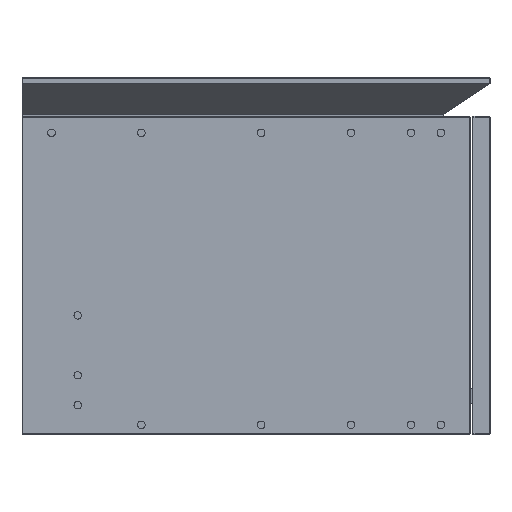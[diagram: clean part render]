
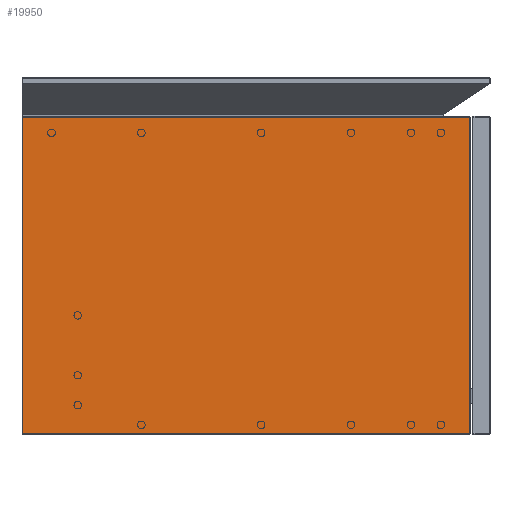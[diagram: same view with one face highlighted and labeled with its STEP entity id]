
A CAD part, left-side view. The second image highlights one B-rep face of the part: STEP entity #19950.
In plain terms, the highlighted planar face has unit normal (-1, 0, 0).
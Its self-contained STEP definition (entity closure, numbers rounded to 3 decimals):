
#19821=CARTESIAN_POINT('',(9102.956,11671.557,-339.2));
#19822=VERTEX_POINT('',#19821);
#19847=CARTESIAN_POINT('',(9102.956,11193.357,-339.2));
#19848=VERTEX_POINT('',#19847);
#19855=CARTESIAN_POINT('',(9102.956,11193.357,-339.2));
#19856=DIRECTION('',(0.0,1.0,0.0));
#19857=VECTOR('',#19856,478.2);
#19858=LINE('',#19855,#19857);
#19859=EDGE_CURVE('',#19848,#19822,#19858,.T.);
#19870=CARTESIAN_POINT('',(9102.956,11671.557,-0.8));
#19871=VERTEX_POINT('',#19870);
#19872=CARTESIAN_POINT('',(9102.956,11671.557,-339.2));
#19873=DIRECTION('',(0.0,0.0,1.0));
#19874=VECTOR('',#19873,338.4);
#19875=LINE('',#19872,#19874);
#19876=EDGE_CURVE('',#19822,#19871,#19875,.T.);
#19927=CARTESIAN_POINT('',(9102.956,11432.457,-0.799));
#19928=DIRECTION('',(-1.0,0.0,0.0));
#19929=DIRECTION('',(0.0,0.0,1.0));
#19930=AXIS2_PLACEMENT_3D('',#19927,#19928,#19929);
#19931=PLANE('',#19930);
#19932=ORIENTED_EDGE('',*,*,#19859,.F.);
#19933=CARTESIAN_POINT('',(9102.956,11193.357,-0.8));
#19934=VERTEX_POINT('',#19933);
#19935=CARTESIAN_POINT('',(9102.956,11193.357,-0.8));
#19936=DIRECTION('',(0.0,0.0,-1.0));
#19937=VECTOR('',#19936,338.4);
#19938=LINE('',#19935,#19937);
#19939=EDGE_CURVE('',#19934,#19848,#19938,.T.);
#19940=ORIENTED_EDGE('',*,*,#19939,.F.);
#19941=CARTESIAN_POINT('',(9102.956,11671.557,-0.8));
#19942=DIRECTION('',(0.0,-1.0,0.0));
#19943=VECTOR('',#19942,478.2);
#19944=LINE('',#19941,#19943);
#19945=EDGE_CURVE('',#19871,#19934,#19944,.T.);
#19946=ORIENTED_EDGE('',*,*,#19945,.F.);
#19947=ORIENTED_EDGE('',*,*,#19876,.F.);
#19948=EDGE_LOOP('',(#19932,#19940,#19946,#19947));
#19949=FACE_OUTER_BOUND('',#19948,.T.);
#19950=ADVANCED_FACE('',(#19949),#19931,.T.);
